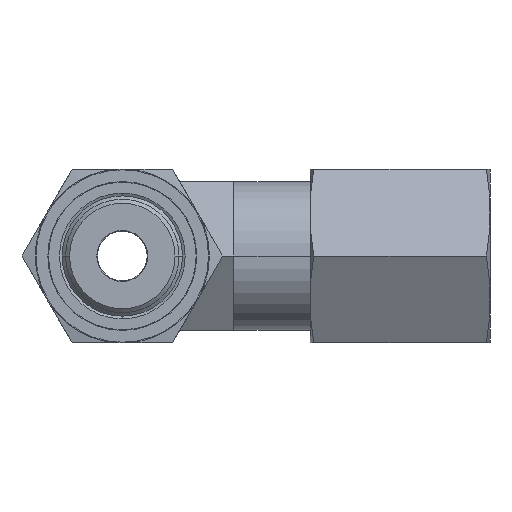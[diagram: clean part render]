
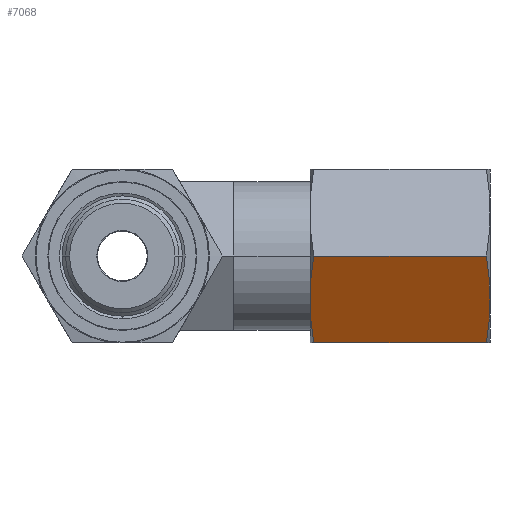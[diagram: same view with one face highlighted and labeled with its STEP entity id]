
A CAD part, front view. The second image highlights one B-rep face of the part: STEP entity #7068.
In plain terms, the highlighted planar face has unit normal (0, -0.866, -0.5).
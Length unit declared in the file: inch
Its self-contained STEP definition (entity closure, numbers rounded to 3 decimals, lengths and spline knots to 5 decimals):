
#2342=DIRECTION('',(-1.,0.,0.));
#2343=VECTOR('',#2342,0.54802);
#2344=CARTESIAN_POINT('',(1.15532,-0.15911,
-0.27559));
#2345=LINE('',#2344,#2343);
#2346=CARTESIAN_POINT('',(0.6073,-0.15911,
-0.27559));
#2347=CARTESIAN_POINT('',(0.60626,-0.163,
-0.26886));
#2348=CARTESIAN_POINT('',(0.6043,-0.17072,
-0.25549));
#2349=CARTESIAN_POINT('',(0.60179,-0.18208,
-0.23581));
#2350=CARTESIAN_POINT('',(0.5997,-0.19336,
-0.21628));
#2351=CARTESIAN_POINT('',(0.59802,-0.20462,
-0.19677));
#2352=CARTESIAN_POINT('',(0.59679,-0.21593,
-0.17718));
#2353=CARTESIAN_POINT('',(0.59604,-0.22727,
-0.15753));
#2354=CARTESIAN_POINT('',(0.59588,-0.23487,
-0.14438));
#2355=CARTESIAN_POINT('',(0.59588,-0.23867,
-0.1378));
#2368=DIRECTION('',(-1.,0.,0.));
#2369=VECTOR('',#2368,0.54802);
#2370=CARTESIAN_POINT('',(1.15532,-0.31822,0.));
#2371=LINE('',#2370,#2369);
#2372=CARTESIAN_POINT('',(0.59588,-0.23867,
-0.1378));
#2373=CARTESIAN_POINT('',(0.59588,-0.24247,
-0.13121));
#2374=CARTESIAN_POINT('',(0.59604,-0.25006,
-0.11806));
#2375=CARTESIAN_POINT('',(0.59679,-0.26141,
-0.09841));
#2376=CARTESIAN_POINT('',(0.59802,-0.27272,
-0.07882));
#2377=CARTESIAN_POINT('',(0.5997,-0.28398,
-0.05931));
#2378=CARTESIAN_POINT('',(0.60179,-0.29526,
-0.03978));
#2379=CARTESIAN_POINT('',(0.6043,-0.30662,
-0.0201));
#2380=CARTESIAN_POINT('',(0.60626,-0.31434,
-0.00673));
#2381=CARTESIAN_POINT('',(0.6073,-0.31822,0.));
#2529=CARTESIAN_POINT('',(1.15532,-0.31822,0.));
#2530=CARTESIAN_POINT('',(1.15636,-0.31434,
-0.00673));
#2531=CARTESIAN_POINT('',(1.15831,-0.30662,
-0.0201));
#2532=CARTESIAN_POINT('',(1.16082,-0.29526,
-0.03978));
#2533=CARTESIAN_POINT('',(1.16292,-0.28398,
-0.05931));
#2534=CARTESIAN_POINT('',(1.1646,-0.27272,
-0.07882));
#2535=CARTESIAN_POINT('',(1.16582,-0.26141,
-0.09841));
#2536=CARTESIAN_POINT('',(1.16657,-0.25006,
-0.11806));
#2537=CARTESIAN_POINT('',(1.16674,-0.24247,
-0.13121));
#2538=CARTESIAN_POINT('',(1.16674,-0.23867,
-0.1378));
#2809=CARTESIAN_POINT('',(1.16674,-0.23867,
-0.1378));
#2810=CARTESIAN_POINT('',(1.16674,-0.23487,
-0.14438));
#2811=CARTESIAN_POINT('',(1.16657,-0.22727,
-0.15753));
#2812=CARTESIAN_POINT('',(1.16582,-0.21593,
-0.17718));
#2813=CARTESIAN_POINT('',(1.1646,-0.20462,
-0.19677));
#2814=CARTESIAN_POINT('',(1.16292,-0.19336,
-0.21628));
#2815=CARTESIAN_POINT('',(1.16082,-0.18208,
-0.23581));
#2816=CARTESIAN_POINT('',(1.15831,-0.17072,
-0.25549));
#2817=CARTESIAN_POINT('',(1.15636,-0.163,
-0.26886));
#2818=CARTESIAN_POINT('',(1.15532,-0.15911,
-0.27559));
#3056=VERTEX_POINT('',#2346);
#3057=VERTEX_POINT('',#2355);
#3058=CARTESIAN_POINT('',(1.15532,-0.15911,
-0.27559));
#3059=VERTEX_POINT('',#3058);
#3060=VERTEX_POINT('',#2809);
#3061=VERTEX_POINT('',#2529);
#3062=CARTESIAN_POINT('',(0.6073,-0.31822,0.));
#3063=VERTEX_POINT('',#3062);
#7051=CARTESIAN_POINT('',(0.59588,-0.15911,
-0.27559));
#7052=DIRECTION('',(0.,-0.866,-0.5));
#7053=DIRECTION('',(0.,0.5,-0.866));
#7054=AXIS2_PLACEMENT_3D('',#7051,#7052,#7053);
#7055=PLANE('',#7054);
#7056=ORIENTED_EDGE('',*,*,#7036,.T.);
#7058=ORIENTED_EDGE('',*,*,#7057,.T.);
#7060=ORIENTED_EDGE('',*,*,#7059,.F.);
#7062=ORIENTED_EDGE('',*,*,#7061,.T.);
#7064=ORIENTED_EDGE('',*,*,#7063,.T.);
#7065=ORIENTED_EDGE('',*,*,#7013,.T.);
#7066=EDGE_LOOP('',(#7056,#7058,#7060,#7062,#7064,#7065));
#7067=FACE_OUTER_BOUND('',#7066,.F.);
#7068=ADVANCED_FACE('',(#7067),#7055,.T.);
#2356=B_SPLINE_CURVE_WITH_KNOTS('',3,(#2346,#2347,#2348,#2349,#2350,#2351,#2352,
#2353,#2354,#2355),.UNSPECIFIED.,.F.,.F.,(4,1,1,1,1,1,1,4),(0.,
0.14286,0.28571,0.42857,0.57143,
0.71429,0.85714,1.),.UNSPECIFIED.);
#2382=B_SPLINE_CURVE_WITH_KNOTS('',3,(#2372,#2373,#2374,#2375,#2376,#2377,#2378,
#2379,#2380,#2381),.UNSPECIFIED.,.F.,.F.,(4,1,1,1,1,1,1,4),(0.,
0.14286,0.28571,0.42857,0.57143,
0.71429,0.85714,1.),.UNSPECIFIED.);
#2539=B_SPLINE_CURVE_WITH_KNOTS('',3,(#2529,#2530,#2531,#2532,#2533,#2534,#2535,
#2536,#2537,#2538),.UNSPECIFIED.,.F.,.F.,(4,1,1,1,1,1,1,4),(0.,
0.14286,0.28571,0.42857,0.57143,
0.71429,0.85714,1.),.UNSPECIFIED.);
#2819=B_SPLINE_CURVE_WITH_KNOTS('',3,(#2809,#2810,#2811,#2812,#2813,#2814,#2815,
#2816,#2817,#2818),.UNSPECIFIED.,.F.,.F.,(4,1,1,1,1,1,1,4),(0.,
0.14286,0.28571,0.42857,0.57143,
0.71429,0.85714,1.),.UNSPECIFIED.);
#7013=EDGE_CURVE('',#3059,#3056,#2345,.T.);
#7036=EDGE_CURVE('',#3056,#3057,#2356,.T.);
#7057=EDGE_CURVE('',#3057,#3063,#2382,.T.);
#7059=EDGE_CURVE('',#3061,#3063,#2371,.T.);
#7061=EDGE_CURVE('',#3061,#3060,#2539,.T.);
#7063=EDGE_CURVE('',#3060,#3059,#2819,.T.);
